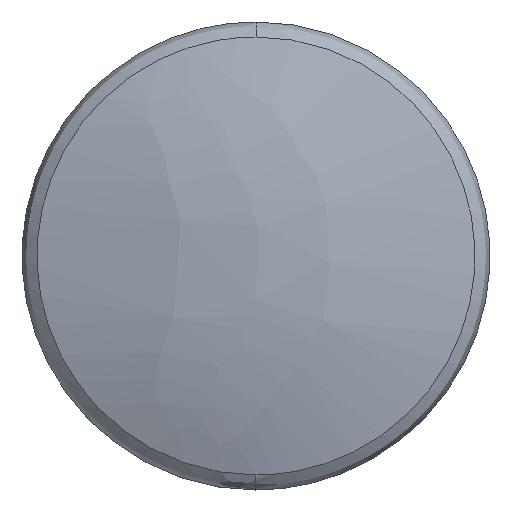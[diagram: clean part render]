
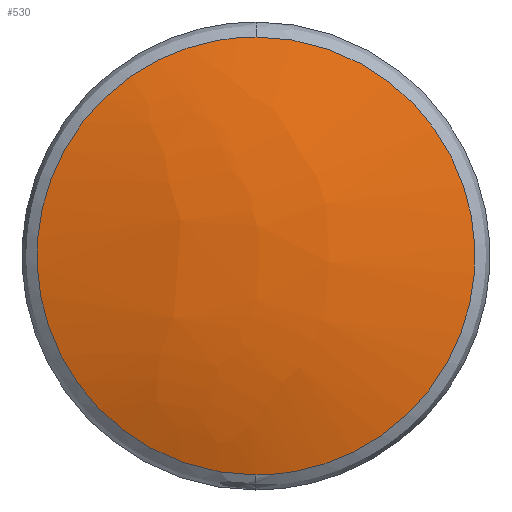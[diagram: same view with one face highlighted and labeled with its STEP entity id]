
A CAD part, top view. The second image highlights one B-rep face of the part: STEP entity #530.
In plain terms, the highlighted free-form (B-spline) face has degree [2, 2] with [3, 9] control points.
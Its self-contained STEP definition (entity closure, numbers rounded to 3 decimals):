
#530=ADVANCED_FACE('',(#986),#7552,.T.);
#986=FACE_OUTER_BOUND('',#1484,.T.);
#1484=EDGE_LOOP('',(#3873,#3874));
#3873=ORIENTED_EDGE('',*,*,#5108,.F.);
#3874=ORIENTED_EDGE('',*,*,#5094,.F.);
#5094=EDGE_CURVE('',#7092,#7101,#6305,.T.);
#5108=EDGE_CURVE('',#7101,#7092,#6318,.T.);
#6305=(
BOUNDED_CURVE()
B_SPLINE_CURVE(2,(#18648,#18649,#18650,#18651,#18652),.UNSPECIFIED.,.F.,
 .F.)
B_SPLINE_CURVE_WITH_KNOTS((3,2,3),(-4.712,-3.142,
-1.571),.UNSPECIFIED.)
CURVE()
GEOMETRIC_REPRESENTATION_ITEM()
RATIONAL_B_SPLINE_CURVE((1.,0.707,1.,0.707,1.))
REPRESENTATION_ITEM('')
);
#6318=(
BOUNDED_CURVE()
B_SPLINE_CURVE(2,(#18707,#18708,#18709,#18710,#18711),.UNSPECIFIED.,.F.,
 .F.)
B_SPLINE_CURVE_WITH_KNOTS((3,2,3),(-1.571,0.,
1.571),.UNSPECIFIED.)
CURVE()
GEOMETRIC_REPRESENTATION_ITEM()
RATIONAL_B_SPLINE_CURVE((1.,0.707,1.,0.707,1.))
REPRESENTATION_ITEM('')
);
#7092=VERTEX_POINT('',#18579);
#7101=VERTEX_POINT('',#18588);
#7552=(
BOUNDED_SURFACE()
B_SPLINE_SURFACE(2,2,((#18473,#18474,#18475,#18476,#18477,#18478,#18479,
#18480,#18481),(#18482,#18483,#18484,#18485,#18486,#18487,#18488,#18489,
#18490),(#18491,#18492,#18493,#18494,#18495,#18496,#18497,#18498,#18499)),
 .UNSPECIFIED.,.F.,.F.,.F.)
B_SPLINE_SURFACE_WITH_KNOTS((3,3),(3,2,2,2,3),(5.97,6.592),
(0.,1.571,3.142,4.712,6.283),
 .UNSPECIFIED.)
GEOMETRIC_REPRESENTATION_ITEM()
RATIONAL_B_SPLINE_SURFACE(((1.,0.707,1.,0.707,1.,
0.707,1.,0.707,1.),(0.952,0.673,
0.952,0.673,0.952,0.673,
0.952,0.673,0.952),(1.,0.707,
1.,0.707,1.,0.707,1.,0.707,1.)))
REPRESENTATION_ITEM('')
SURFACE()
);
#18473=CARTESIAN_POINT('',(29.422,-30.615,58.182));
#18474=CARTESIAN_POINT('',(-61.035,-30.615,87.604));
#18475=CARTESIAN_POINT('',(-90.457,-30.615,-2.853));
#18476=CARTESIAN_POINT('',(-119.879,-30.615,-93.31));
#18477=CARTESIAN_POINT('',(-29.422,-30.615,-122.732));
#18478=CARTESIAN_POINT('',(61.035,-30.615,-152.154));
#18479=CARTESIAN_POINT('',(90.457,-30.615,-61.697));
#18480=CARTESIAN_POINT('',(119.879,-30.615,28.76));
#18481=CARTESIAN_POINT('',(29.422,-30.615,58.182));
#18482=CARTESIAN_POINT('',(32.493,-0.005,67.623));
#18483=CARTESIAN_POINT('',(-67.405,-0.005,100.116));
#18484=CARTESIAN_POINT('',(-99.898,-0.005,0.218));
#18485=CARTESIAN_POINT('',(-132.391,-0.005,-99.68));
#18486=CARTESIAN_POINT('',(-32.493,-0.005,-132.173));
#18487=CARTESIAN_POINT('',(67.405,-0.005,-164.666));
#18488=CARTESIAN_POINT('',(99.898,-0.005,-64.768));
#18489=CARTESIAN_POINT('',(132.391,-0.005,35.131));
#18490=CARTESIAN_POINT('',(32.493,-0.005,67.623));
#18491=CARTESIAN_POINT('',(29.466,30.65,58.317));
#18492=CARTESIAN_POINT('',(-61.126,30.65,87.783));
#18493=CARTESIAN_POINT('',(-90.592,30.65,-2.809));
#18494=CARTESIAN_POINT('',(-120.058,30.65,-93.401));
#18495=CARTESIAN_POINT('',(-29.466,30.65,-122.867));
#18496=CARTESIAN_POINT('',(61.126,30.65,-152.332));
#18497=CARTESIAN_POINT('',(90.592,30.65,-61.741));
#18498=CARTESIAN_POINT('',(120.058,30.65,28.851));
#18499=CARTESIAN_POINT('',(29.466,30.65,58.317));
#18579=CARTESIAN_POINT('',(0.,30.65,62.988));
#18588=CARTESIAN_POINT('',(0.,-30.175,62.988));
#18648=CARTESIAN_POINT('',(0.,30.65,62.988));
#18649=CARTESIAN_POINT('',(30.412,30.65,62.988));
#18650=CARTESIAN_POINT('',(30.412,0.238,62.988));
#18651=CARTESIAN_POINT('',(30.412,-30.175,62.988));
#18652=CARTESIAN_POINT('',(0.,-30.175,62.988));
#18707=CARTESIAN_POINT('',(0.,-30.175,62.988));
#18708=CARTESIAN_POINT('',(-30.412,-30.175,62.988));
#18709=CARTESIAN_POINT('',(-30.412,0.238,62.988));
#18710=CARTESIAN_POINT('',(-30.412,30.65,62.988));
#18711=CARTESIAN_POINT('',(0.,30.65,62.988));
